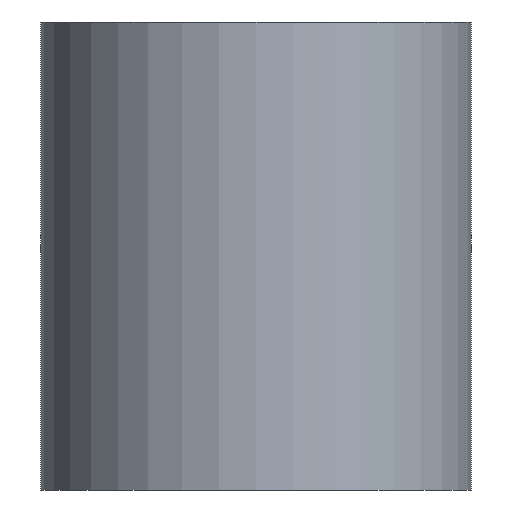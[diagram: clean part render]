
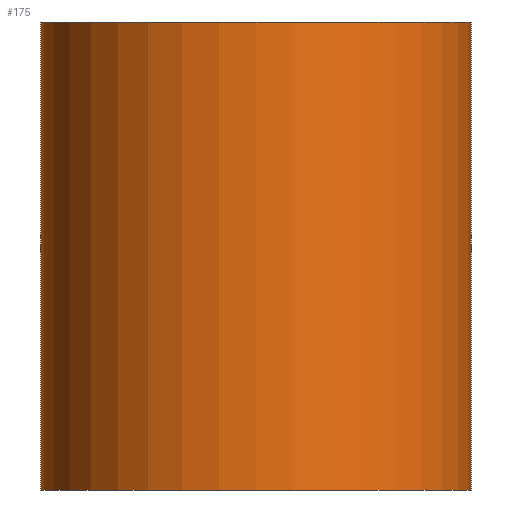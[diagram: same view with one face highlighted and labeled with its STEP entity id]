
A CAD part, front view. The second image highlights one B-rep face of the part: STEP entity #175.
In plain terms, the highlighted cylindrical face has radius 4.6 mm (diameter 9.2 mm), a partial arc.
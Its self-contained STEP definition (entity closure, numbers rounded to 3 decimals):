
#1 = CARTESIAN_POINT ( 'NONE',  ( -4.6, 0., 10. ) ) ;
#3 = CARTESIAN_POINT ( 'NONE',  ( 0., 0., 0. ) ) ;
#5 = CARTESIAN_POINT ( 'NONE',  ( -4.6, 0., 0. ) ) ;
#7 = EDGE_CURVE ( 'NONE', #171, #133, #114, .T. ) ;
#8 = DIRECTION ( 'NONE',  ( 1., 0., 0. ) ) ;
#11 = VECTOR ( 'NONE', #213, 1000. ) ;
#16 = CARTESIAN_POINT ( 'NONE',  ( 0., 0., 10. ) ) ;
#18 = DIRECTION ( 'NONE',  ( 1., 0., 0. ) ) ;
#21 = EDGE_LOOP ( 'NONE', ( #102, #183, #28, #30 ) ) ;
#28 = ORIENTED_EDGE ( 'NONE', *, *, #70, .T. ) ;
#30 = ORIENTED_EDGE ( 'NONE', *, *, #87, .T. ) ;
#47 = VERTEX_POINT ( 'NONE', #1 ) ;
#49 = CARTESIAN_POINT ( 'NONE',  ( 4.6, 0., 0. ) ) ;
#65 = CARTESIAN_POINT ( 'NONE',  ( 4.6, 0., 10. ) ) ;
#70 = EDGE_CURVE ( 'NONE', #47, #103, #180, .T. ) ;
#83 = DIRECTION ( 'NONE',  ( 0., 0., 1. ) ) ;
#87 = EDGE_CURVE ( 'NONE', #103, #133, #98, .T. ) ;
#97 = CARTESIAN_POINT ( 'NONE',  ( 4.6, 0., 10. ) ) ;
#98 = CIRCLE ( 'NONE', #132, 4.6 ) ;
#102 = ORIENTED_EDGE ( 'NONE', *, *, #7, .F. ) ;
#103 = VERTEX_POINT ( 'NONE', #5 ) ;
#104 = FACE_OUTER_BOUND ( 'NONE', #21, .T. ) ;
#110 = EDGE_CURVE ( 'NONE', #47, #171, #125, .T. ) ;
#114 = LINE ( 'NONE', #97, #201 ) ;
#121 = DIRECTION ( 'NONE',  ( 0., 0., -1. ) ) ;
#125 = CIRCLE ( 'NONE', #196, 4.6 ) ;
#132 = AXIS2_PLACEMENT_3D ( 'NONE', #3, #83, #18 ) ;
#133 = VERTEX_POINT ( 'NONE', #49 ) ;
#141 = AXIS2_PLACEMENT_3D ( 'NONE', #16, #164, #147 ) ;
#147 = DIRECTION ( 'NONE',  ( -1., 0., 0. ) ) ;
#160 = CARTESIAN_POINT ( 'NONE',  ( -4.6, 0., 10. ) ) ;
#164 = DIRECTION ( 'NONE',  ( 0., 0., -1. ) ) ;
#171 = VERTEX_POINT ( 'NONE', #65 ) ;
#175 = ADVANCED_FACE ( 'NONE', ( #104 ), #208, .T. ) ;
#180 = LINE ( 'NONE', #160, #11 ) ;
#182 = DIRECTION ( 'NONE',  ( 0., 0., 1. ) ) ;
#183 = ORIENTED_EDGE ( 'NONE', *, *, #110, .F. ) ;
#196 = AXIS2_PLACEMENT_3D ( 'NONE', #203, #182, #8 ) ;
#201 = VECTOR ( 'NONE', #121, 1000. ) ;
#203 = CARTESIAN_POINT ( 'NONE',  ( 0., 0., 10. ) ) ;
#208 = CYLINDRICAL_SURFACE ( 'NONE', #141, 4.6 ) ;
#213 = DIRECTION ( 'NONE',  ( 0., 0., -1. ) ) ;
